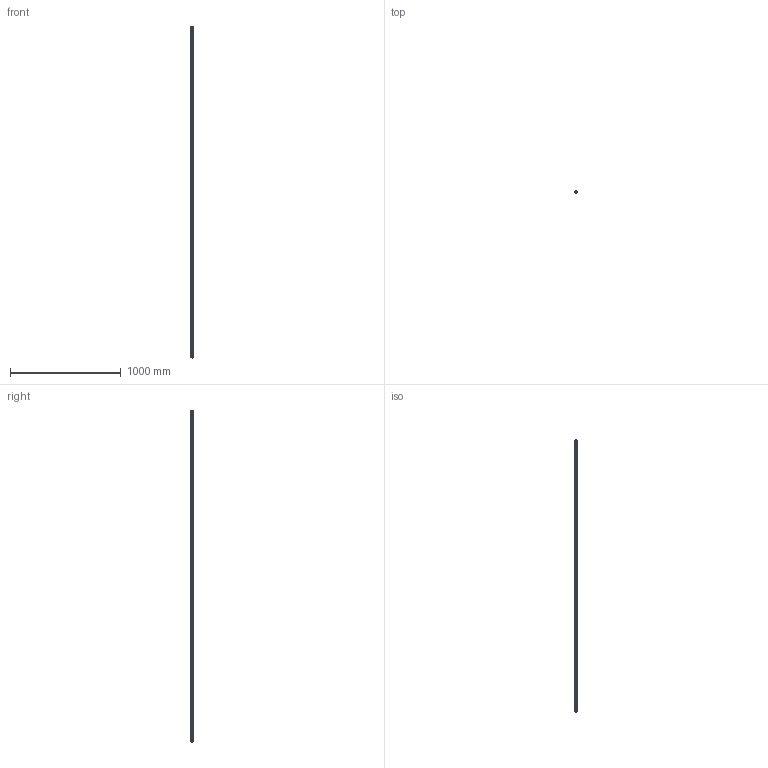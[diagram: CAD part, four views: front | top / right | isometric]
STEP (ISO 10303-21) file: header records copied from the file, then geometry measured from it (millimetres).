
FILE_DESCRIPTION (( 'STEP AP203' ), '1' );
FILE_NAME ('6976.step', '2015-09-17T16:00:41', ( '' ), ( '' ), 'SwSTEP 2.0', 'SolidWorks 2015', '' );
FILE_SCHEMA (( 'CONFIG_CONTROL_DESIGN' ));
Products named in the file (1): 6976
Bounding box: 20 x 19.99 x 3000 mm (x, y, z)
Volume: 858272.1 mm3; surface area: 184358.8 mm2
Topology: 1 solids, 1 shells, 7872 faces, 23577 edges, 15718 vertices
Faces by surface type: cylinder 4056, plane 3768, bspline 48
Entity records: 332777 total; most frequent: CARTESIAN_POINT 155422, ORIENTED_EDGE 47154, DIRECTION 25484, EDGE_CURVE 23577, VERTEX_POINT 15718, B_SPLINE_CURVE_WITH_KNOTS 13750, AXIS2_PLACEMENT_3D 11531, EDGE_LOOP 7883
